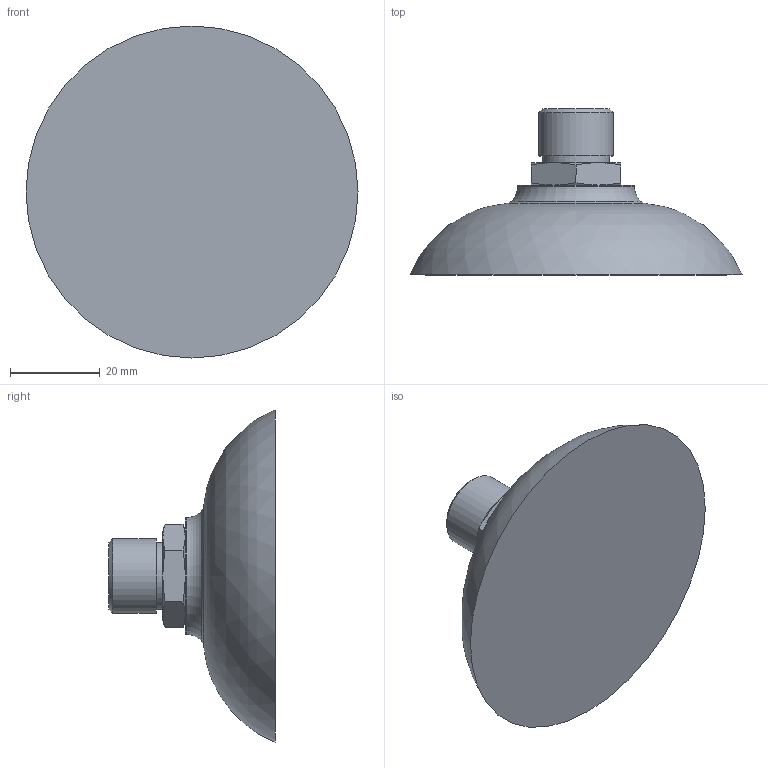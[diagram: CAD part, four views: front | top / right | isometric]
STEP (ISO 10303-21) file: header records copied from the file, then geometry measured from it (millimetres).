
FILE_DESCRIPTION(/* description */ (''),/* implementation_level */ '2;1');
FILE_NAME(/* name */ '3D_vc74+rac8r3-8m.stp',/* time_stamp */ '2020-03-25T08:43:46+01:00',/* author */ ('nebuc'),/* organization */ (''),/* preprocessor_version */ 'ST-DEVELOPER v17',/* originating_system */ 'Autodesk Inventor 2019',/* authorisation */ '');
FILE_SCHEMA (('AUTOMOTIVE_DESIGN { 1 0 10303 214 3 1 1 }'));
Length unit declared in the file: millimetre
Products named in the file (1): 28_3D_vc74+rac8r3-8m
Bounding box: 74 x 37 x 74 mm (x, y, z)
Volume: 54190.2 mm3; surface area: 11560.4 mm2
Topology: 1 solids, 1 shells, 32 faces, 75 edges, 49 vertices
Faces by surface type: cone 13, plane 12, cylinder 4, torus 2, bspline 1
Full cylindrical faces by diameter (mm): 8 x1, 14.95 x1, 16.662 x1, 26 x1
Entity records: 1018 total; most frequent: CARTESIAN_POINT 231, DIRECTION 155, ORIENTED_EDGE 150, EDGE_CURVE 75, AXIS2_PLACEMENT_3D 72, VERTEX_POINT 49, CIRCLE 40, EDGE_LOOP 36
